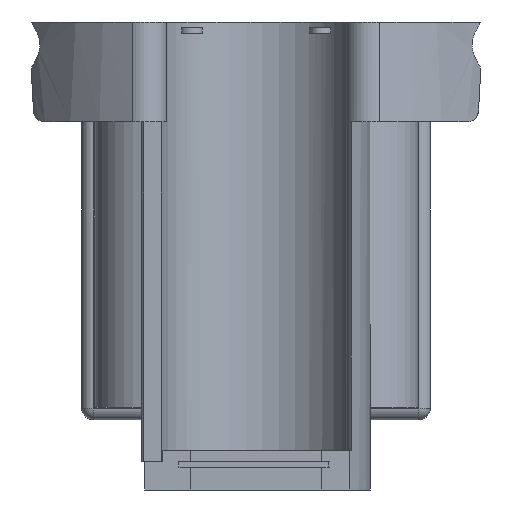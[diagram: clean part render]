
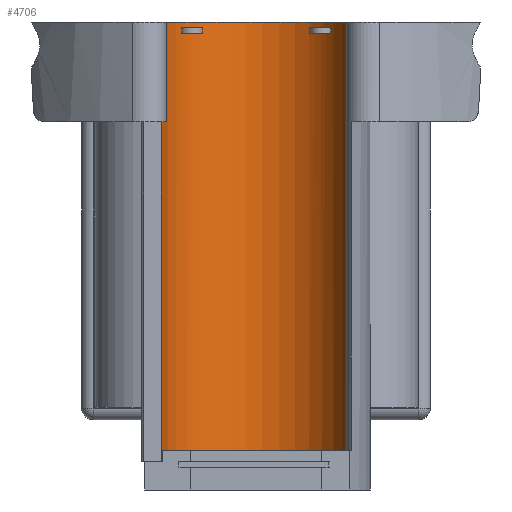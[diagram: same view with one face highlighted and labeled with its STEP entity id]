
A CAD part, left-side view. The second image highlights one B-rep face of the part: STEP entity #4706.
In plain terms, the highlighted cylindrical face has radius 8.5 mm (diameter 17 mm), a partial arc.
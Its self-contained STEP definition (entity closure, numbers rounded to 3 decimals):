
#37=FACE_BOUND('',#643,.T.);
#38=FACE_BOUND('',#644,.T.);
#378=FACE_OUTER_BOUND('',#642,.T.);
#642=EDGE_LOOP('',(#4210,#4211,#4212,#4213,#4214,#4215,#4216,#4217,#4218,
#4219,#4220,#4221));
#643=EDGE_LOOP('',(#4222,#4223,#4224,#4225));
#644=EDGE_LOOP('',(#4226,#4227,#4228,#4229));
#696=CIRCLE('',#4911,8.5);
#699=CIRCLE('',#4914,8.5);
#716=CIRCLE('',#4940,8.5);
#748=CIRCLE('',#5059,8.5);
#749=CIRCLE('',#5061,8.5);
#750=CIRCLE('',#5062,8.5);
#751=CIRCLE('',#5063,8.5);
#752=CIRCLE('',#5064,8.5);
#753=CIRCLE('',#5065,8.5);
#754=CIRCLE('',#5066,8.5);
#1335=LINE('',#14163,#1709);
#1344=LINE('',#14182,#1718);
#1345=LINE('',#14184,#1719);
#1346=LINE('',#14187,#1720);
#1347=LINE('',#14188,#1721);
#1348=LINE('',#14190,#1722);
#1349=LINE('',#14194,#1723);
#1350=LINE('',#14198,#1724);
#1351=LINE('',#14202,#1725);
#1352=LINE('',#14206,#1726);
#1709=VECTOR('',#6052,10.);
#1718=VECTOR('',#6073,10.);
#1719=VECTOR('',#6074,10.);
#1720=VECTOR('',#6077,10.);
#1721=VECTOR('',#6078,10.);
#1722=VECTOR('',#6079,10.);
#1723=VECTOR('',#6082,10.);
#1724=VECTOR('',#6085,10.);
#1725=VECTOR('',#6088,10.);
#1726=VECTOR('',#6091,10.);
#2009=VERTEX_POINT('',#10155);
#2010=VERTEX_POINT('',#10157);
#2015=VERTEX_POINT('',#10167);
#2016=VERTEX_POINT('',#10169);
#2078=VERTEX_POINT('',#10313);
#2079=VERTEX_POINT('',#10315);
#2186=VERTEX_POINT('',#14160);
#2187=VERTEX_POINT('',#14162);
#2191=VERTEX_POINT('',#14178);
#2192=VERTEX_POINT('',#14183);
#2193=VERTEX_POINT('',#14185);
#2194=VERTEX_POINT('',#14189);
#2195=VERTEX_POINT('',#14192);
#2196=VERTEX_POINT('',#14193);
#2197=VERTEX_POINT('',#14195);
#2198=VERTEX_POINT('',#14197);
#2199=VERTEX_POINT('',#14200);
#2200=VERTEX_POINT('',#14201);
#2201=VERTEX_POINT('',#14203);
#2202=VERTEX_POINT('',#14205);
#2586=EDGE_CURVE('',#2010,#2009,#696,.T.);
#2592=EDGE_CURVE('',#2016,#2015,#699,.T.);
#2666=EDGE_CURVE('',#2078,#2079,#716,.T.);
#2866=EDGE_CURVE('',#2187,#2186,#1335,.T.);
#2874=EDGE_CURVE('',#2186,#2191,#748,.T.);
#2876=EDGE_CURVE('',#2016,#2191,#1344,.T.);
#2877=EDGE_CURVE('',#2015,#2192,#1345,.T.);
#2878=EDGE_CURVE('',#2192,#2193,#749,.T.);
#2879=EDGE_CURVE('',#2193,#2010,#1346,.T.);
#2880=EDGE_CURVE('',#2009,#2079,#1347,.T.);
#2881=EDGE_CURVE('',#2078,#2194,#1348,.T.);
#2882=EDGE_CURVE('',#2187,#2194,#750,.T.);
#2883=EDGE_CURVE('',#2195,#2196,#1349,.T.);
#2884=EDGE_CURVE('',#2196,#2197,#751,.T.);
#2885=EDGE_CURVE('',#2197,#2198,#1350,.T.);
#2886=EDGE_CURVE('',#2198,#2195,#752,.T.);
#2887=EDGE_CURVE('',#2199,#2200,#1351,.T.);
#2888=EDGE_CURVE('',#2200,#2201,#753,.T.);
#2889=EDGE_CURVE('',#2201,#2202,#1352,.T.);
#2890=EDGE_CURVE('',#2202,#2199,#754,.T.);
#4210=ORIENTED_EDGE('',*,*,#2866,.T.);
#4211=ORIENTED_EDGE('',*,*,#2874,.T.);
#4212=ORIENTED_EDGE('',*,*,#2876,.F.);
#4213=ORIENTED_EDGE('',*,*,#2592,.T.);
#4214=ORIENTED_EDGE('',*,*,#2877,.T.);
#4215=ORIENTED_EDGE('',*,*,#2878,.T.);
#4216=ORIENTED_EDGE('',*,*,#2879,.T.);
#4217=ORIENTED_EDGE('',*,*,#2586,.T.);
#4218=ORIENTED_EDGE('',*,*,#2880,.T.);
#4219=ORIENTED_EDGE('',*,*,#2666,.F.);
#4220=ORIENTED_EDGE('',*,*,#2881,.T.);
#4221=ORIENTED_EDGE('',*,*,#2882,.F.);
#4222=ORIENTED_EDGE('',*,*,#2883,.T.);
#4223=ORIENTED_EDGE('',*,*,#2884,.T.);
#4224=ORIENTED_EDGE('',*,*,#2885,.T.);
#4225=ORIENTED_EDGE('',*,*,#2886,.T.);
#4226=ORIENTED_EDGE('',*,*,#2887,.T.);
#4227=ORIENTED_EDGE('',*,*,#2888,.T.);
#4228=ORIENTED_EDGE('',*,*,#2889,.T.);
#4229=ORIENTED_EDGE('',*,*,#2890,.T.);
#4473=CYLINDRICAL_SURFACE('',#5060,8.5);
#4706=ADVANCED_FACE('',(#378,#37,#38),#4473,.F.);
#4911=AXIS2_PLACEMENT_3D('',#10158,#5552,#5553);
#4914=AXIS2_PLACEMENT_3D('',#10170,#5561,#5562);
#4940=AXIS2_PLACEMENT_3D('',#10316,#5670,#5671);
#5059=AXIS2_PLACEMENT_3D('',#14179,#6068,#6069);
#5060=AXIS2_PLACEMENT_3D('',#14181,#6071,#6072);
#5061=AXIS2_PLACEMENT_3D('',#14186,#6075,#6076);
#5062=AXIS2_PLACEMENT_3D('',#14191,#6080,#6081);
#5063=AXIS2_PLACEMENT_3D('',#14196,#6083,#6084);
#5064=AXIS2_PLACEMENT_3D('',#14199,#6086,#6087);
#5065=AXIS2_PLACEMENT_3D('',#14204,#6089,#6090);
#5066=AXIS2_PLACEMENT_3D('',#14207,#6092,#6093);
#5552=DIRECTION('center_axis',(0.,0.,
1.));
#5553=DIRECTION('ref_axis',(1.,0.,0.));
#5561=DIRECTION('center_axis',(0.,0.,
1.));
#5562=DIRECTION('ref_axis',(1.,0.,0.));
#5670=DIRECTION('center_axis',(0.,0.,
1.));
#5671=DIRECTION('ref_axis',(1.,0.,0.));
#6052=DIRECTION('',(0.,0.,1.));
#6068=DIRECTION('center_axis',(0.,0.,-1.));
#6069=DIRECTION('ref_axis',(1.,0.,0.));
#6071=DIRECTION('center_axis',(0.,0.,-1.));
#6072=DIRECTION('ref_axis',(1.,0.,0.));
#6073=DIRECTION('',(0.,0.,-1.));
#6074=DIRECTION('',(0.,0.,-1.));
#6075=DIRECTION('center_axis',(0.,0.,
1.));
#6076=DIRECTION('ref_axis',(1.,0.,0.));
#6077=DIRECTION('',(0.,0.,1.));
#6078=DIRECTION('',(0.,0.,-1.));
#6079=DIRECTION('',(0.,0.,-1.));
#6080=DIRECTION('center_axis',(0.,0.,1.));
#6081=DIRECTION('ref_axis',(-0.375,-0.927,0.));
#6082=DIRECTION('',(0.,0.,1.));
#6083=DIRECTION('center_axis',(0.,0.,
-1.));
#6084=DIRECTION('ref_axis',(1.,0.,0.));
#6085=DIRECTION('',(0.,0.,-1.));
#6086=DIRECTION('center_axis',(0.,0.,
1.));
#6087=DIRECTION('ref_axis',(1.,0.,0.));
#6088=DIRECTION('',(0.,0.,1.));
#6089=DIRECTION('center_axis',(0.,0.,
-1.));
#6090=DIRECTION('ref_axis',(1.,0.,0.));
#6091=DIRECTION('',(0.,0.,-1.));
#6092=DIRECTION('center_axis',(0.,0.,
1.));
#6093=DIRECTION('ref_axis',(1.,0.,0.));
#10155=CARTESIAN_POINT('',(-17.499,7.878,0.));
#10157=CARTESIAN_POINT('',(-16.101,8.308,0.));
#10158=CARTESIAN_POINT('Origin',(-14.314,-0.002,
0.));
#10167=CARTESIAN_POINT('',(-12.101,8.205,0.));
#10169=CARTESIAN_POINT('',(-17.501,-7.882,0.));
#10170=CARTESIAN_POINT('Origin',(-14.314,-0.002,
0.));
#10313=CARTESIAN_POINT('',(-16.101,8.308,-8.75));
#10315=CARTESIAN_POINT('',(-17.499,7.878,-8.75));
#10316=CARTESIAN_POINT('Origin',(-14.314,-0.002,
-8.75));
#14160=CARTESIAN_POINT('',(-12.101,8.205,-37.5));
#14162=CARTESIAN_POINT('',(-12.101,8.205,-38.5));
#14163=CARTESIAN_POINT('',(-12.101,8.205,0.));
#14178=CARTESIAN_POINT('',(-17.501,-7.882,-37.5));
#14179=CARTESIAN_POINT('Origin',(-14.314,-0.002,
-37.5));
#14181=CARTESIAN_POINT('Origin',(-14.314,-0.002,
0.));
#14182=CARTESIAN_POINT('',(-17.501,-7.882,0.));
#14183=CARTESIAN_POINT('',(-12.101,8.205,-1.5));
#14184=CARTESIAN_POINT('',(-12.101,8.205,0.));
#14185=CARTESIAN_POINT('',(-16.101,8.308,-1.5));
#14186=CARTESIAN_POINT('Origin',(-14.314,-0.002,
-1.5));
#14187=CARTESIAN_POINT('',(-16.101,8.308,0.));
#14188=CARTESIAN_POINT('',(-17.499,7.878,0.));
#14189=CARTESIAN_POINT('',(-16.101,8.308,-38.5));
#14190=CARTESIAN_POINT('',(-16.101,8.308,-8.75));
#14191=CARTESIAN_POINT('Origin',(-14.314,-0.002,
-38.5));
#14192=CARTESIAN_POINT('',(-7.557,-5.16,-1.));
#14193=CARTESIAN_POINT('',(-7.557,-5.16,-0.5));
#14194=CARTESIAN_POINT('',(-7.557,-5.16,-0.5));
#14195=CARTESIAN_POINT('',(-8.91,-6.564,-0.5));
#14196=CARTESIAN_POINT('Origin',(-14.314,-0.002,
-0.5));
#14197=CARTESIAN_POINT('',(-8.91,-6.564,-1.));
#14198=CARTESIAN_POINT('',(-8.91,-6.564,-0.5));
#14199=CARTESIAN_POINT('Origin',(-14.314,-0.002,
-1.));
#14200=CARTESIAN_POINT('',(-8.868,6.525,-1.));
#14201=CARTESIAN_POINT('',(-8.868,6.525,-0.5));
#14202=CARTESIAN_POINT('',(-8.868,6.525,-0.5));
#14203=CARTESIAN_POINT('',(-7.507,5.089,-0.5));
#14204=CARTESIAN_POINT('Origin',(-14.314,-0.002,
-0.5));
#14205=CARTESIAN_POINT('',(-7.507,5.089,-1.));
#14206=CARTESIAN_POINT('',(-7.507,5.089,-0.5));
#14207=CARTESIAN_POINT('Origin',(-14.314,-0.002,
-1.));
